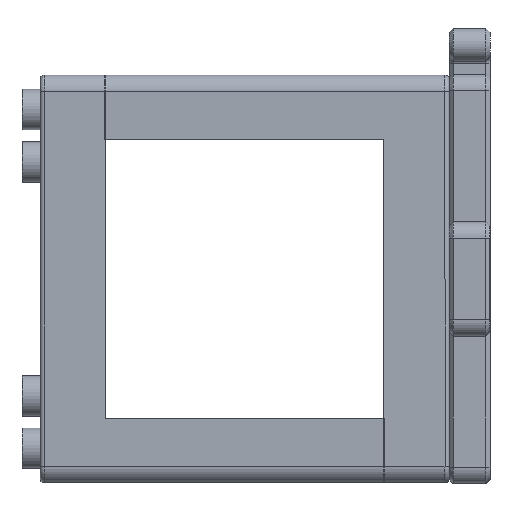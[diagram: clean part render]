
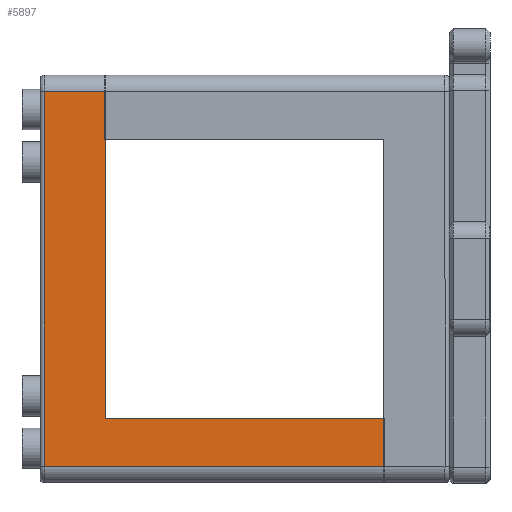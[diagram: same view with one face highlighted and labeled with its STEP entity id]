
A CAD part, left-side view. The second image highlights one B-rep face of the part: STEP entity #5897.
In plain terms, the highlighted face is planar.
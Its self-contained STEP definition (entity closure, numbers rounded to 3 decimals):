
#614=FACE_OUTER_BOUND('',#996,.T.);
#996=EDGE_LOOP('',(#4431,#4432,#4433,#4434,#4435,#4436));
#1429=LINE('',#9220,#2033);
#1431=LINE('',#9226,#2035);
#1439=LINE('',#9255,#2043);
#1444=LINE('',#9265,#2048);
#1464=LINE('',#9301,#2068);
#1465=LINE('',#9302,#2069);
#2033=VECTOR('',#7419,10.);
#2035=VECTOR('',#7425,10.);
#2043=VECTOR('',#7459,10.);
#2048=VECTOR('',#7468,10.);
#2068=VECTOR('',#7490,10.);
#2069=VECTOR('',#7491,10.);
#2654=VERTEX_POINT('',#9202);
#2658=VERTEX_POINT('',#9214);
#2660=VERTEX_POINT('',#9222);
#2669=VERTEX_POINT('',#9253);
#2672=VERTEX_POINT('',#9264);
#2687=VERTEX_POINT('',#9300);
#3287=EDGE_CURVE('',#2654,#2658,#1429,.T.);
#3290=EDGE_CURVE('',#2658,#2660,#1431,.T.);
#3304=EDGE_CURVE('',#2669,#2654,#1439,.T.);
#3309=EDGE_CURVE('',#2660,#2672,#1444,.T.);
#3329=EDGE_CURVE('',#2687,#2669,#1464,.T.);
#3330=EDGE_CURVE('',#2672,#2687,#1465,.T.);
#4431=ORIENTED_EDGE('',*,*,#3290,.F.);
#4432=ORIENTED_EDGE('',*,*,#3287,.F.);
#4433=ORIENTED_EDGE('',*,*,#3304,.F.);
#4434=ORIENTED_EDGE('',*,*,#3329,.F.);
#4435=ORIENTED_EDGE('',*,*,#3330,.F.);
#4436=ORIENTED_EDGE('',*,*,#3309,.F.);
#5637=PLANE('',#6425);
#5897=ADVANCED_FACE('',(#614),#5637,.T.);
#6425=AXIS2_PLACEMENT_3D('',#9299,#7488,#7489);
#7419=DIRECTION('',(1.,0.,0.));
#7425=DIRECTION('',(0.,0.,1.));
#7459=DIRECTION('',(0.,0.,-1.));
#7468=DIRECTION('',(-1.,0.,0.));
#7488=DIRECTION('center_axis',(0.,1.,0.));
#7489=DIRECTION('ref_axis',(-1.,0.,0.));
#7490=DIRECTION('',(-1.,0.,0.));
#7491=DIRECTION('',(0.,0.,1.));
#9202=CARTESIAN_POINT('',(-22.9,24.9,0.5));
#9214=CARTESIAN_POINT('',(22.9,24.9,0.5));
#9220=CARTESIAN_POINT('',(12.45,24.9,0.5));
#9222=CARTESIAN_POINT('',(22.9,24.9,8.));
#9226=CARTESIAN_POINT('',(22.9,24.9,0.));
#9253=CARTESIAN_POINT('',(-22.9,24.9,42.1));
#9255=CARTESIAN_POINT('',(-22.9,24.9,0.));
#9264=CARTESIAN_POINT('',(-17.02,24.9,8.));
#9265=CARTESIAN_POINT('',(-24.9,24.9,8.));
#9299=CARTESIAN_POINT('Origin',(24.9,24.9,0.));
#9300=CARTESIAN_POINT('',(-17.02,24.9,42.1));
#9301=CARTESIAN_POINT('',(-17.02,24.9,42.1));
#9302=CARTESIAN_POINT('',(-17.02,24.9,8.));
